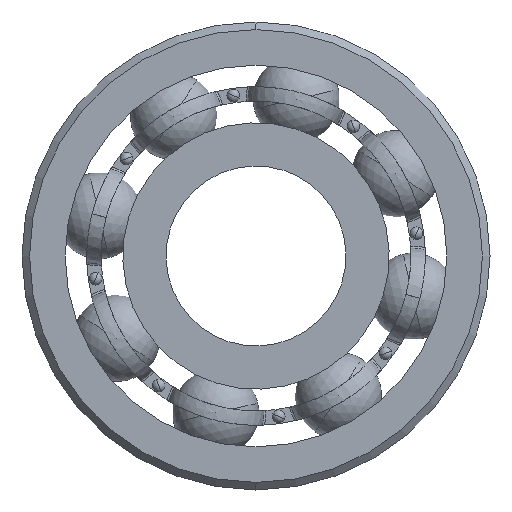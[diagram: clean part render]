
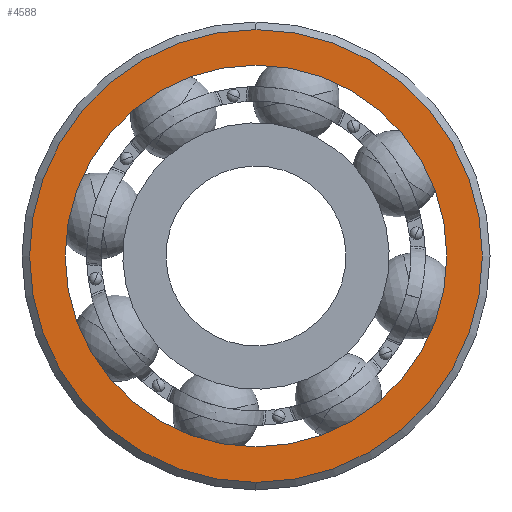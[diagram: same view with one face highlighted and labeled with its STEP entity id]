
A CAD part, left-side view. The second image highlights one B-rep face of the part: STEP entity #4588.
In plain terms, the highlighted planar face has unit normal (-1, 0, 0).
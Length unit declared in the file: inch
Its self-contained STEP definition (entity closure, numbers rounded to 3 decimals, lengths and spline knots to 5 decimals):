
#34 = AXIS2_PLACEMENT_3D ( 'NONE', #5148, #806, #4773 ) ;
#38 = DIRECTION ( 'NONE',  ( 0., 0., -1. ) ) ;
#53 = VERTEX_POINT ( 'NONE', #5460 ) ;
#528 = CARTESIAN_POINT ( 'NONE',  ( -0.61024, 0., 0. ) ) ;
#791 = DIRECTION ( 'NONE',  ( -1., 0., 0. ) ) ;
#806 = DIRECTION ( 'NONE',  ( 1., 0., 0. ) ) ;
#989 = EDGE_CURVE ( 'NONE', #53, #4141, #5341, .T. ) ;
#1078 = AXIS2_PLACEMENT_3D ( 'NONE', #1140, #791, #3770 ) ;
#1140 = CARTESIAN_POINT ( 'NONE',  ( -0.61024, 0., 0. ) ) ;
#1219 = AXIS2_PLACEMENT_3D ( 'NONE', #528, #5328, #38 ) ;
#1497 = EDGE_CURVE ( 'NONE', #5236, #4220, #3139, .T. ) ;
#1606 = EDGE_CURVE ( 'NONE', #4141, #53, #2955, .T. ) ;
#1783 = DIRECTION ( 'NONE',  ( 0., 0., -1. ) ) ;
#1789 = CARTESIAN_POINT ( 'NONE',  ( -0.61024, 0., 2.08661 ) ) ;
#1812 = DIRECTION ( 'NONE',  ( -1., 0., 0. ) ) ;
#1856 = AXIS2_PLACEMENT_3D ( 'NONE', #3268, #1812, #1783 ) ;
#2708 = FACE_OUTER_BOUND ( 'NONE', #4946, .T. ) ;
#2777 = ORIENTED_EDGE ( 'NONE', *, *, #989, .F. ) ;
#2955 = CIRCLE ( 'NONE', #5396, 2.08661 ) ;
#3139 = CIRCLE ( 'NONE', #1219, 2.47638 ) ;
#3160 = CARTESIAN_POINT ( 'NONE',  ( -0.61024, 0., 2.47638 ) ) ;
#3208 = PLANE ( 'NONE',  #34 ) ;
#3268 = CARTESIAN_POINT ( 'NONE',  ( -0.61024, 0., 0. ) ) ;
#3439 = ORIENTED_EDGE ( 'NONE', *, *, #4477, .T. ) ;
#3770 = DIRECTION ( 'NONE',  ( 0., 0., 1. ) ) ;
#4014 = EDGE_LOOP ( 'NONE', ( #4686, #2777 ) ) ;
#4141 = VERTEX_POINT ( 'NONE', #1789 ) ;
#4220 = VERTEX_POINT ( 'NONE', #5186 ) ;
#4477 = EDGE_CURVE ( 'NONE', #4220, #5236, #5215, .T. ) ;
#4588 = ADVANCED_FACE ( 'NONE', ( #2708, #4643 ), #3208, .F. ) ;
#4643 = FACE_BOUND ( 'NONE', #4014, .T. ) ;
#4686 = ORIENTED_EDGE ( 'NONE', *, *, #1606, .F. ) ;
#4773 = DIRECTION ( 'NONE',  ( 0., 0., -1. ) ) ;
#4946 = EDGE_LOOP ( 'NONE', ( #3439, #5044 ) ) ;
#5034 = CARTESIAN_POINT ( 'NONE',  ( -0.61024, 0., 0. ) ) ;
#5044 = ORIENTED_EDGE ( 'NONE', *, *, #1497, .T. ) ;
#5148 = CARTESIAN_POINT ( 'NONE',  ( -0.61024, 2.55906, 0. ) ) ;
#5186 = CARTESIAN_POINT ( 'NONE',  ( -0.61024, 0., -2.47638 ) ) ;
#5215 = CIRCLE ( 'NONE', #1856, 2.47638 ) ;
#5236 = VERTEX_POINT ( 'NONE', #3160 ) ;
#5328 = DIRECTION ( 'NONE',  ( -1., 0., 0. ) ) ;
#5341 = CIRCLE ( 'NONE', #1078, 2.08661 ) ;
#5396 = AXIS2_PLACEMENT_3D ( 'NONE', #5034, #5416, #5548 ) ;
#5416 = DIRECTION ( 'NONE',  ( -1., 0., 0. ) ) ;
#5460 = CARTESIAN_POINT ( 'NONE',  ( -0.61024, 0., -2.08661 ) ) ;
#5548 = DIRECTION ( 'NONE',  ( 0., 0., 1. ) ) ;
